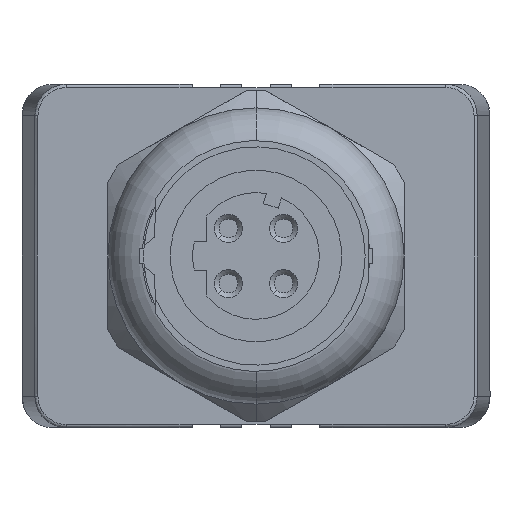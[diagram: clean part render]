
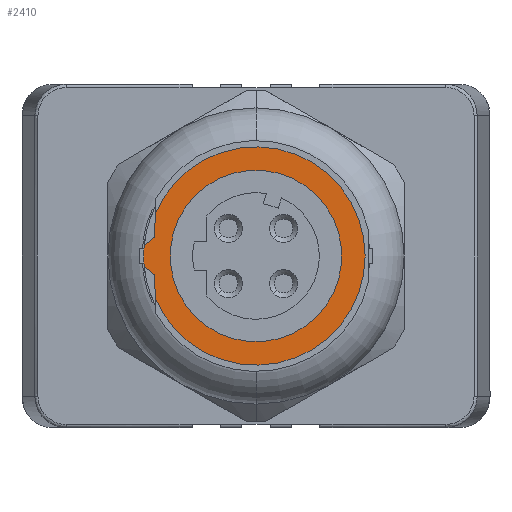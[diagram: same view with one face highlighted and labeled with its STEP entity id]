
A CAD part, left-side view. The second image highlights one B-rep face of the part: STEP entity #2410.
In plain terms, the highlighted planar face has unit normal (-1, 0, 0).
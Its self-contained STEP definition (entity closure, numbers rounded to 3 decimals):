
#1650=CARTESIAN_POINT('',(-43.21,4.446,
4.393));
#1660=DIRECTION('',(-1.,0.,0.));
#1670=DIRECTION('',(0.,-0.711,
-0.703));
#1680=AXIS2_PLACEMENT_3D('',#1650,#1660,#1670);
#1690=PLANE('',#1680);
#1700=CARTESIAN_POINT('',(-43.21,0.,
0.));
#1710=DIRECTION('',(-1.,0.,0.));
#1720=DIRECTION('',(0.,0.707,
-0.707));
#1730=AXIS2_PLACEMENT_3D('',#1700,#1710,#1720);
#1740=CIRCLE('',#1730,5.5);
#1750=CARTESIAN_POINT('',(-43.21,3.889,
-3.889));
#1760=VERTEX_POINT('',#1750);
#1770=CARTESIAN_POINT('',(-43.21,-3.889,
3.889));
#1780=VERTEX_POINT('',#1770);
#1790=EDGE_CURVE('',#1760,#1780,#1740,.T.);
#1800=ORIENTED_EDGE('',*,*,#1790,.F.);
#1810=EDGE_CURVE('',#1780,#1760,#1740,.T.);
#1820=ORIENTED_EDGE('',*,*,#1810,.F.);
#1830=EDGE_LOOP('',(#1820,#1800));
#1840=FACE_BOUND('',#1830,.T.);
#1850=CARTESIAN_POINT('',(-43.21,0.,
0.));
#1860=DIRECTION('',(1.,0.,0.));
#1870=DIRECTION('',(0.,1.,0.));
#1880=AXIS2_PLACEMENT_3D('',#1850,#1860,#1870);
#1890=CIRCLE('',#1880,7.2);
#1900=CARTESIAN_POINT('',(-43.21,7.168,
-0.675));
#1910=VERTEX_POINT('',#1900);
#1920=CARTESIAN_POINT('',(-43.21,7.2,
0.));
#1930=VERTEX_POINT('',#1920);
#1940=EDGE_CURVE('',#1910,#1930,#1890,.T.);
#1950=ORIENTED_EDGE('',*,*,#1940,.F.);
#1960=CARTESIAN_POINT('',(-43.21,7.168,
0.675));
#1970=VERTEX_POINT('',#1960);
#1980=EDGE_CURVE('',#1930,#1970,#1890,.T.);
#1990=ORIENTED_EDGE('',*,*,#1980,.F.);
#2000=CARTESIAN_POINT('',(-43.21,-0.475,
6.864));
#2010=DIRECTION('',(0.,0.777,
-0.629));
#2020=VECTOR('',#2010,1.);
#2030=LINE('',#2000,#2020);
#2040=CARTESIAN_POINT('',(-43.21,6.507,
1.21));
#2050=VERTEX_POINT('',#2040);
#2060=EDGE_CURVE('',#2050,#1970,#2030,.T.);
#2070=ORIENTED_EDGE('',*,*,#2060,.T.);
#2080=CARTESIAN_POINT('',(-43.21,6.081,
13.419));
#2090=DIRECTION('',(0.,0.035,
-0.999));
#2100=VECTOR('',#2090,1.);
#2110=LINE('',#2080,#2100);
#2120=CARTESIAN_POINT('',(-43.21,6.455,
2.708));
#2130=VERTEX_POINT('',#2120);
#2140=EDGE_CURVE('',#2130,#2050,#2110,.T.);
#2150=ORIENTED_EDGE('',*,*,#2140,.T.);
#2160=CARTESIAN_POINT('',(-43.21,0.,
0.));
#2170=DIRECTION('',(-1.,0.,0.));
#2180=DIRECTION('',(0.,0.707,
0.707));
#2190=AXIS2_PLACEMENT_3D('',#2160,#2170,#2180);
#2200=CIRCLE('',#2190,7.);
#2210=CARTESIAN_POINT('',(-43.21,6.455,
-2.708));
#2220=VERTEX_POINT('',#2210);
#2230=EDGE_CURVE('',#2220,#2130,#2200,.T.);
#2240=ORIENTED_EDGE('',*,*,#2230,.T.);
#2250=CARTESIAN_POINT('',(-43.21,6.452,
-2.782));
#2260=DIRECTION('',(0.,-0.035,
-0.999));
#2270=VECTOR('',#2260,1.);
#2280=LINE('',#2250,#2270);
#2290=CARTESIAN_POINT('',(-43.21,6.507,
-1.21));
#2300=VERTEX_POINT('',#2290);
#2310=EDGE_CURVE('',#2300,#2220,#2280,.T.);
#2320=ORIENTED_EDGE('',*,*,#2310,.T.);
#2330=CARTESIAN_POINT('',(-43.21,5.608,
-1.938));
#2340=DIRECTION('',(0.,-0.777,
-0.629));
#2350=VECTOR('',#2340,1.);
#2360=LINE('',#2330,#2350);
#2370=EDGE_CURVE('',#1910,#2300,#2360,.T.);
#2380=ORIENTED_EDGE('',*,*,#2370,.T.);
#2390=EDGE_LOOP('',(#2380,#2320,#2240,#2150,#2070,#1990,#1950));
#2400=FACE_OUTER_BOUND('',#2390,.T.);
#2410=ADVANCED_FACE('',(#1840,#2400),#1690,.T.);
